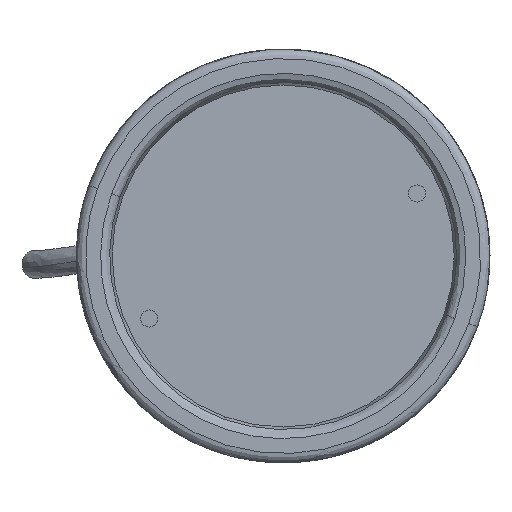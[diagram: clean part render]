
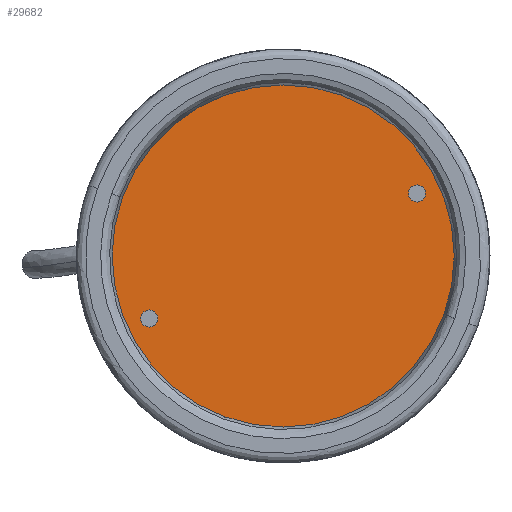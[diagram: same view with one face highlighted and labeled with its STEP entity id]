
A CAD part, front view. The second image highlights one B-rep face of the part: STEP entity #29682.
In plain terms, the highlighted planar face has unit normal (0, -1, 0).
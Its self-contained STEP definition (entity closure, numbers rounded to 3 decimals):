
#49 = DIRECTION ( 'NONE',  ( 1., 0., 0. ) ) ;
#166 = AXIS2_PLACEMENT_3D ( 'NONE', #29875, #6639, #48263 ) ;
#510 = EDGE_LOOP ( 'NONE', ( #40286, #12368 ) ) ;
#518 = EDGE_LOOP ( 'NONE', ( #13868, #29911 ) ) ;
#2004 = DIRECTION ( 'NONE',  ( 0., 0., -1. ) ) ;
#2079 = CIRCLE ( 'NONE', #43498, 55. ) ;
#5096 = AXIS2_PLACEMENT_3D ( 'NONE', #19406, #41454, #42050 ) ;
#5919 = CIRCLE ( 'NONE', #166, 55. ) ;
#6597 = CIRCLE ( 'NONE', #36484, 2.75 ) ;
#6639 = DIRECTION ( 'NONE',  ( 0., -1., 0. ) ) ;
#6766 = DIRECTION ( 'NONE',  ( 0., 0., 1. ) ) ;
#7598 = CARTESIAN_POINT ( 'NONE',  ( 33.588, 5.2, 33.588 ) ) ;
#8174 = EDGE_LOOP ( 'NONE', ( #17037, #38501 ) ) ;
#9328 = CARTESIAN_POINT ( 'NONE',  ( 0., 5.2, -55. ) ) ;
#10818 = AXIS2_PLACEMENT_3D ( 'NONE', #35410, #52603, #6766 ) ;
#11681 = AXIS2_PLACEMENT_3D ( 'NONE', #7598, #13594, #35355 ) ;
#12094 = CARTESIAN_POINT ( 'NONE',  ( 36.338, 5.2, 33.588 ) ) ;
#12368 = ORIENTED_EDGE ( 'NONE', *, *, #45170, .F. ) ;
#13594 = DIRECTION ( 'NONE',  ( 0., -1., 0. ) ) ;
#13868 = ORIENTED_EDGE ( 'NONE', *, *, #13980, .F. ) ;
#13980 = EDGE_CURVE ( 'NONE', #17303, #33405, #58530, .T. ) ;
#14934 = EDGE_CURVE ( 'NONE', #54841, #27522, #6597, .T. ) ;
#15678 = CIRCLE ( 'NONE', #5096, 2.75 ) ;
#16977 = VERTEX_POINT ( 'NONE', #9328 ) ;
#16992 = PLANE ( 'NONE',  #10818 ) ;
#17037 = ORIENTED_EDGE ( 'NONE', *, *, #28494, .T. ) ;
#17303 = VERTEX_POINT ( 'NONE', #47462 ) ;
#17388 = DIRECTION ( 'NONE',  ( 0., -1., 0. ) ) ;
#19406 = CARTESIAN_POINT ( 'NONE',  ( -33.588, 5.2, -33.588 ) ) ;
#21515 = FACE_BOUND ( 'NONE', #518, .T. ) ;
#21564 = CARTESIAN_POINT ( 'NONE',  ( 30.838, 5.2, 33.588 ) ) ;
#21906 = DIRECTION ( 'NONE',  ( 1., 0., 0. ) ) ;
#23727 = DIRECTION ( 'NONE',  ( 0., -1., 0. ) ) ;
#25611 = CARTESIAN_POINT ( 'NONE',  ( -36.338, 5.2, -33.588 ) ) ;
#27522 = VERTEX_POINT ( 'NONE', #21564 ) ;
#27643 = CARTESIAN_POINT ( 'NONE',  ( 33.588, 5.2, 33.588 ) ) ;
#28269 = CARTESIAN_POINT ( 'NONE',  ( 0., 5.2, 0. ) ) ;
#28494 = EDGE_CURVE ( 'NONE', #16977, #39382, #2079, .T. ) ;
#29682 = ADVANCED_FACE ( 'NONE', ( #34826, #21515, #44451 ), #16992, .F. ) ;
#29875 = CARTESIAN_POINT ( 'NONE',  ( 0., 5.2, 0. ) ) ;
#29911 = ORIENTED_EDGE ( 'NONE', *, *, #30676, .F. ) ;
#30676 = EDGE_CURVE ( 'NONE', #33405, #17303, #15678, .T. ) ;
#33405 = VERTEX_POINT ( 'NONE', #25611 ) ;
#34826 = FACE_BOUND ( 'NONE', #510, .T. ) ;
#35355 = DIRECTION ( 'NONE',  ( 1., 0., 0. ) ) ;
#35410 = CARTESIAN_POINT ( 'NONE',  ( -110., 5.2, -110. ) ) ;
#36484 = AXIS2_PLACEMENT_3D ( 'NONE', #27643, #17388, #21906 ) ;
#38471 = CARTESIAN_POINT ( 'NONE',  ( 0., 5.2, 55. ) ) ;
#38501 = ORIENTED_EDGE ( 'NONE', *, *, #43288, .T. ) ;
#39382 = VERTEX_POINT ( 'NONE', #38471 ) ;
#40286 = ORIENTED_EDGE ( 'NONE', *, *, #14934, .F. ) ;
#41454 = DIRECTION ( 'NONE',  ( 0., -1., 0. ) ) ;
#42050 = DIRECTION ( 'NONE',  ( 1., 0., 0. ) ) ;
#43288 = EDGE_CURVE ( 'NONE', #39382, #16977, #5919, .T. ) ;
#43498 = AXIS2_PLACEMENT_3D ( 'NONE', #28269, #23727, #2004 ) ;
#44451 = FACE_OUTER_BOUND ( 'NONE', #8174, .T. ) ;
#45170 = EDGE_CURVE ( 'NONE', #27522, #54841, #49266, .T. ) ;
#46171 = DIRECTION ( 'NONE',  ( 0., -1., 0. ) ) ;
#47023 = AXIS2_PLACEMENT_3D ( 'NONE', #50996, #46171, #49 ) ;
#47462 = CARTESIAN_POINT ( 'NONE',  ( -30.838, 5.2, -33.588 ) ) ;
#48263 = DIRECTION ( 'NONE',  ( 0., 0., -1. ) ) ;
#49266 = CIRCLE ( 'NONE', #11681, 2.75 ) ;
#50996 = CARTESIAN_POINT ( 'NONE',  ( -33.588, 5.2, -33.588 ) ) ;
#52603 = DIRECTION ( 'NONE',  ( 0., 1., 0. ) ) ;
#54841 = VERTEX_POINT ( 'NONE', #12094 ) ;
#58530 = CIRCLE ( 'NONE', #47023, 2.75 ) ;
